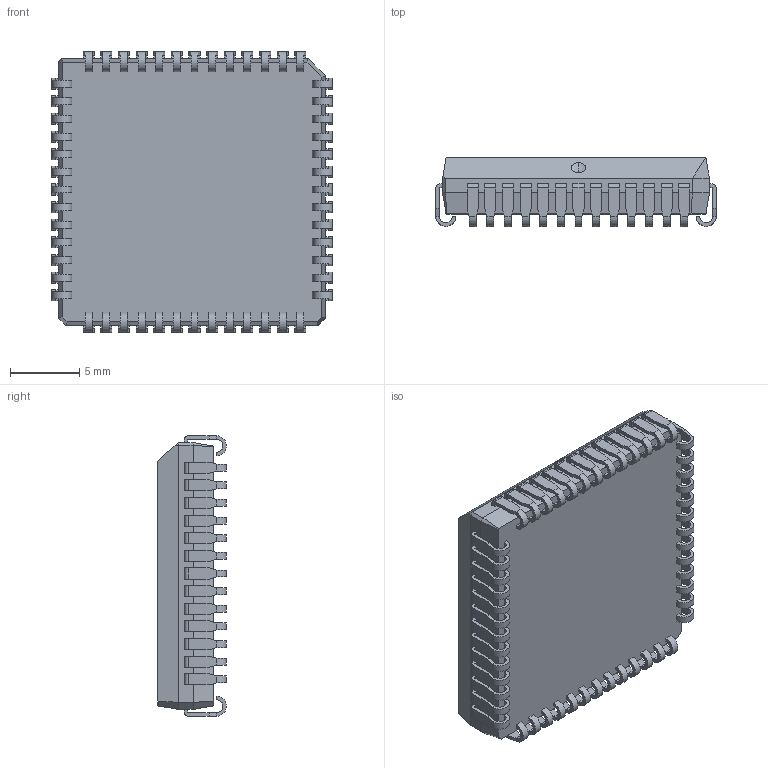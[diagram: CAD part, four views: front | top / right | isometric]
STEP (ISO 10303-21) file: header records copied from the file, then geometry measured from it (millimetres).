
FILE_DESCRIPTION((''),'2;1');
FILE_NAME('PLCC52_P1-27_L19-2_W19-2','2019-02-14T',('Dragos'),(''),'PRO/ENGINEER BY PARAMETRIC TECHNOLOGY CORPORATION, 2004440','PRO/ENGINEER BY PARAMETRIC TECHNOLOGY CORPORATION, 2004440','');
FILE_SCHEMA(('AUTOMOTIVE_DESIGN { 1 0 10303 214 1 1 1 1 }'));
Length unit declared in the file: millimetre
Products named in the file (1): PLCC52_P1-27_L19-2_W19-2
Bounding box: 20.19 x 4.96 x 20.19 mm (x, y, z)
Volume: 1486.6 mm3; surface area: 1403 mm2
Topology: 1 solids, 1 shells, 998 faces, 2585 edges, 1650 vertices
Faces by surface type: plane 788, cylinder 208, sphere 2
Entity records: 38066 total; most frequent: CARTESIAN_POINT 5229, ORIENTED_EDGE 5162, DIRECTION 5001, PRESENTATION_STYLE_ASSIGNMENT 2614, STYLED_ITEM 2585, CURVE_STYLE 2584, EDGE_CURVE 2581, VECTOR 2163
